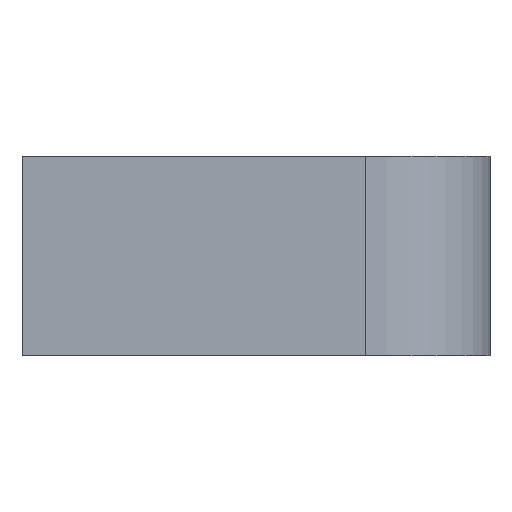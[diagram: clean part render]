
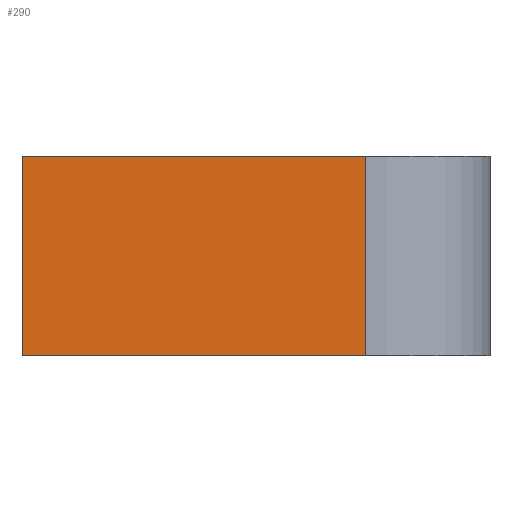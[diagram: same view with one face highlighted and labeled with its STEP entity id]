
A CAD part, front view. The second image highlights one B-rep face of the part: STEP entity #290.
In plain terms, the highlighted planar face has unit normal (0, -1, 0).
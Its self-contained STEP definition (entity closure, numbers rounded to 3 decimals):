
#18 = LINE ( 'NONE', #472, #824 ) ;
#25 = ORIENTED_EDGE ( 'NONE', *, *, #131, .F. ) ;
#55 = FACE_OUTER_BOUND ( 'NONE', #579, .T. ) ;
#61 = DIRECTION ( 'NONE',  ( 0., -1., 0. ) ) ;
#86 = LINE ( 'NONE', #337, #666 ) ;
#121 = VERTEX_POINT ( 'NONE', #722 ) ;
#131 = EDGE_CURVE ( 'NONE', #567, #252, #86, .T. ) ;
#183 = VECTOR ( 'NONE', #613, 1000. ) ;
#206 = VECTOR ( 'NONE', #811, 1000. ) ;
#213 = CARTESIAN_POINT ( 'NONE',  ( 20.5, -10., 9.2 ) ) ;
#215 = VERTEX_POINT ( 'NONE', #394 ) ;
#228 = ORIENTED_EDGE ( 'NONE', *, *, #417, .T. ) ;
#252 = VERTEX_POINT ( 'NONE', #428 ) ;
#277 = DIRECTION ( 'NONE',  ( 0., 0., 1. ) ) ;
#290 = ADVANCED_FACE ( 'NONE', ( #55 ), #423, .T. ) ;
#337 = CARTESIAN_POINT ( 'NONE',  ( 20.5, -10., 9.2 ) ) ;
#351 = ORIENTED_EDGE ( 'NONE', *, *, #733, .T. ) ;
#383 = ORIENTED_EDGE ( 'NONE', *, *, #500, .F. ) ;
#394 = CARTESIAN_POINT ( 'NONE',  ( 26., -10., 9.2 ) ) ;
#403 = DIRECTION ( 'NONE',  ( 1., 0., 0. ) ) ;
#417 = EDGE_CURVE ( 'NONE', #215, #121, #788, .T. ) ;
#423 = PLANE ( 'NONE',  #519 ) ;
#428 = CARTESIAN_POINT ( 'NONE',  ( 20.5, -10., 12.4 ) ) ;
#472 = CARTESIAN_POINT ( 'NONE',  ( 20.5, -10., 12.4 ) ) ;
#500 = EDGE_CURVE ( 'NONE', #252, #121, #18, .T. ) ;
#519 = AXIS2_PLACEMENT_3D ( 'NONE', #642, #61, #554 ) ;
#554 = DIRECTION ( 'NONE',  ( 0., 0., -1. ) ) ;
#567 = VERTEX_POINT ( 'NONE', #213 ) ;
#579 = EDGE_LOOP ( 'NONE', ( #228, #383, #25, #351 ) ) ;
#613 = DIRECTION ( 'NONE',  ( 0., 0., 1. ) ) ;
#635 = LINE ( 'NONE', #643, #206 ) ;
#642 = CARTESIAN_POINT ( 'NONE',  ( 20.5, -10., 9.2 ) ) ;
#643 = CARTESIAN_POINT ( 'NONE',  ( 20.5, -10., 9.2 ) ) ;
#666 = VECTOR ( 'NONE', #277, 1000. ) ;
#674 = CARTESIAN_POINT ( 'NONE',  ( 26., -10., 9.2 ) ) ;
#722 = CARTESIAN_POINT ( 'NONE',  ( 26., -10., 12.4 ) ) ;
#733 = EDGE_CURVE ( 'NONE', #567, #215, #635, .T. ) ;
#788 = LINE ( 'NONE', #674, #183 ) ;
#811 = DIRECTION ( 'NONE',  ( 1., 0., 0. ) ) ;
#824 = VECTOR ( 'NONE', #403, 1000. ) ;
